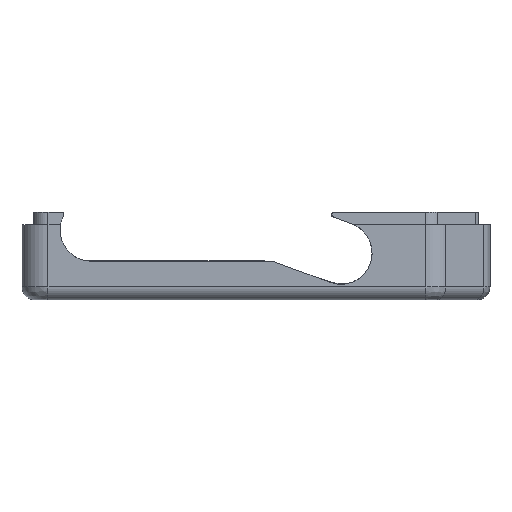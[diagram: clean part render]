
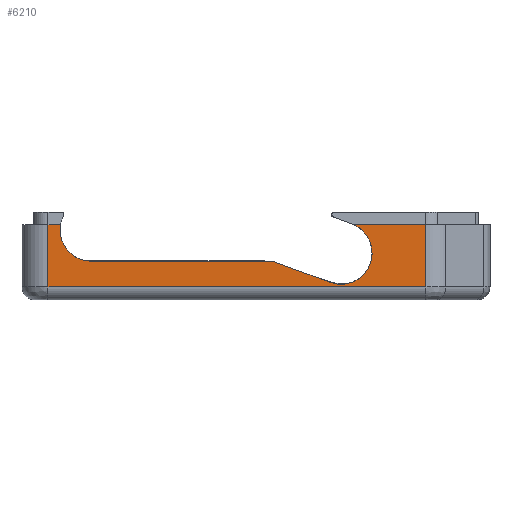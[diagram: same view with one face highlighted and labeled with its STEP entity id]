
A CAD part, left-side view. The second image highlights one B-rep face of the part: STEP entity #6210.
In plain terms, the highlighted planar face has unit normal (-1, 0, 0).
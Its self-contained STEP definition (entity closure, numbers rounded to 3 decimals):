
#559=PLANE('',#6519);
#846=FACE_OUTER_BOUND('',#1210,.T.);
#1210=EDGE_LOOP('',(#5376,#5377,#5378,#5379,#5380,#5381,#5382,#5383,#5384));
#1658=LINE('',#11595,#2165);
#1668=LINE('',#11624,#2175);
#1698=LINE('',#11713,#2205);
#1701=LINE('',#11719,#2208);
#1703=LINE('',#11730,#2210);
#1704=LINE('',#11732,#2211);
#1705=LINE('',#11733,#2212);
#2165=VECTOR('',#7332,10.);
#2175=VECTOR('',#7356,10.);
#2205=VECTOR('',#7432,10.);
#2208=VECTOR('',#7437,10.);
#2210=VECTOR('',#7451,10.);
#2211=VECTOR('',#7452,10.);
#2212=VECTOR('',#7453,10.);
#2380=CIRCLE('',#6450,6.);
#2417=CIRCLE('',#6518,6.);
#2913=VERTEX_POINT('',#11499);
#2914=VERTEX_POINT('',#11501);
#2943=VERTEX_POINT('',#11593);
#2954=VERTEX_POINT('',#11621);
#2955=VERTEX_POINT('',#11623);
#2991=VERTEX_POINT('',#11712);
#2993=VERTEX_POINT('',#11718);
#2996=VERTEX_POINT('',#11729);
#2997=VERTEX_POINT('',#11731);
#3712=EDGE_CURVE('',#2914,#2913,#2380,.T.);
#3758=EDGE_CURVE('',#2943,#2913,#1658,.T.);
#3774=EDGE_CURVE('',#2954,#2955,#1668,.T.);
#3820=EDGE_CURVE('',#2991,#2914,#1698,.T.);
#3823=EDGE_CURVE('',#2993,#2991,#1701,.T.);
#3828=EDGE_CURVE('',#2954,#2993,#2417,.T.);
#3829=EDGE_CURVE('',#2996,#2943,#1703,.T.);
#3830=EDGE_CURVE('',#2997,#2996,#1704,.T.);
#3831=EDGE_CURVE('',#2955,#2997,#1705,.T.);
#5376=ORIENTED_EDGE('',*,*,#3828,.T.);
#5377=ORIENTED_EDGE('',*,*,#3823,.T.);
#5378=ORIENTED_EDGE('',*,*,#3820,.T.);
#5379=ORIENTED_EDGE('',*,*,#3712,.T.);
#5380=ORIENTED_EDGE('',*,*,#3758,.F.);
#5381=ORIENTED_EDGE('',*,*,#3829,.F.);
#5382=ORIENTED_EDGE('',*,*,#3830,.F.);
#5383=ORIENTED_EDGE('',*,*,#3831,.F.);
#5384=ORIENTED_EDGE('',*,*,#3774,.F.);
#6210=ADVANCED_FACE('',(#846),#559,.T.);
#6450=AXIS2_PLACEMENT_3D('',#11502,#7235,#7236);
#6518=AXIS2_PLACEMENT_3D('',#11727,#7447,#7448);
#6519=AXIS2_PLACEMENT_3D('',#11728,#7449,#7450);
#7235=DIRECTION('center_axis',(1.,0.,0.));
#7236=DIRECTION('ref_axis',(0.,0.,1.));
#7332=DIRECTION('',(0.,-1.,0.));
#7356=DIRECTION('',(0.,-1.,0.));
#7432=DIRECTION('',(0.,1.,0.));
#7437=DIRECTION('',(0.,0.938,0.347));
#7447=DIRECTION('center_axis',(1.,0.,0.));
#7448=DIRECTION('ref_axis',(0.,0.347,-0.938));
#7449=DIRECTION('center_axis',(-1.,0.,0.));
#7450=DIRECTION('ref_axis',(0.,-1.,0.));
#7451=DIRECTION('',(0.,0.,1.));
#7452=DIRECTION('',(0.,1.,0.));
#7453=DIRECTION('',(0.,0.,-1.));
#11499=CARTESIAN_POINT('',(-64.,-7.412,14.5));
#11501=CARTESIAN_POINT('',(-64.,-13.319,7.45));
#11502=CARTESIAN_POINT('Origin',(-64.,-13.319,13.45));
#11593=CARTESIAN_POINT('',(-64.,-5.,14.5));
#11595=CARTESIAN_POINT('',(-64.,-22.5,14.5));
#11621=CARTESIAN_POINT('',(-64.,-63.727,14.5));
#11623=CARTESIAN_POINT('',(-64.,-77.658,14.5));
#11624=CARTESIAN_POINT('',(-64.,-22.5,14.5));
#11712=CARTESIAN_POINT('',(-64.,-48.243,7.45));
#11713=CARTESIAN_POINT('',(-64.,-24.122,7.45));
#11718=CARTESIAN_POINT('',(-64.,-59.244,3.374));
#11719=CARTESIAN_POINT('',(-64.,-33.748,12.821));
#11727=CARTESIAN_POINT('Origin',(-64.,-61.329,9.));
#11728=CARTESIAN_POINT('Origin',(-64.,0.,0.));
#11729=CARTESIAN_POINT('',(-64.,-5.,2.5));
#11730=CARTESIAN_POINT('',(-64.,-5.,0.));
#11731=CARTESIAN_POINT('',(-64.,-77.658,2.5));
#11732=CARTESIAN_POINT('',(-64.,-22.5,2.5));
#11733=CARTESIAN_POINT('',(-64.,-77.658,0.));
